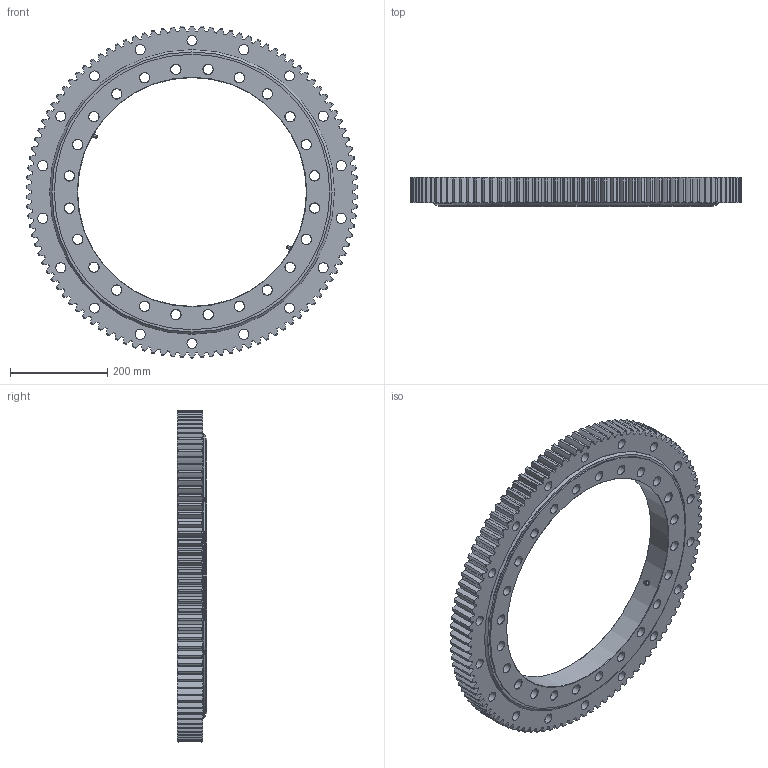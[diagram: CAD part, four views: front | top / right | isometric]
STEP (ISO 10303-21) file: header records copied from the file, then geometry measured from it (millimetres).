
FILE_DESCRIPTION(/* description */ (''),/* implementation_level */ '2;1');
FILE_NAME(/* name */ '30E.0565.25.000.stp',/* time_stamp */ '2025-06-04T15:15:44-04:00',/* author */ ('richard.potesta'),/* organization */ (''),/* preprocessor_version */ 'ST-DEVELOPER v20.1',/* originating_system */ 'Autodesk Inventor 2026',/* authorisation */ '');
FILE_SCHEMA (('AUTOMOTIVE_DESIGN { 1 0 10303 214 3 1 1 }'));
Length unit declared in the file: inch
Products named in the file (4): 30E.0565.25.000; 30E.0565.25.000_1; Spur Gears; 1_8 NPT Fitting
Assembly tree (4 placements, depth 2):
  30E.0565.25.000
    30E.0565.25.000_1
    Spur Gears
    1_8 NPT Fitting  x2
Bounding box: 681.8 x 60.33 x 681.97 mm (x, y, z)
Volume: 8602094.3 mm3; surface area: 1256542.1 mm2
Topology: 8 solids, 8 shells, 932 faces, 2672 edges, 1765 vertices
Faces by surface type: cylinder 486, cone 278, torus 76, sphere 52, plane 34, bspline 6
Full cylindrical faces by diameter (mm): 2.536 x4, 20.65 x42, 27.781 x1, 27.807 x1, 469.9 x1, 556.387 x1, 556.438 x1, 562.356 x1, 564.388 x2, 565.912 x2, 567.944 x1, 573.862 x1, 573.913 x1
Entity records: 39058 total; most frequent: CARTESIAN_POINT 14973, ORIENTED_EDGE 5202, DIRECTION 5100, EDGE_CURVE 2601, AXIS2_PLACEMENT_3D 2276, VERTEX_POINT 1718, CIRCLE 1369, EDGE_LOOP 1003
